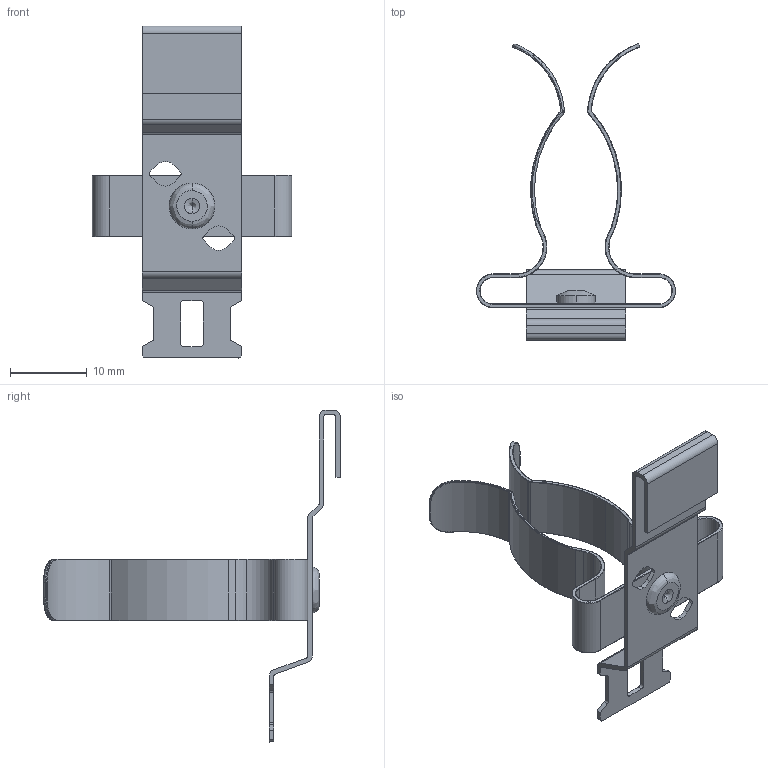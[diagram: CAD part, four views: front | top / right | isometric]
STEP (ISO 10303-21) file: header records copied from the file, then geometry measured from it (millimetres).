
FILE_DESCRIPTION (( 'STEP AP214' ), '1' );
FILE_NAME ('1025-136.STEP', '2024-03-21T08:57:46', ( '' ), ( '' ), 'SwSTEP 2.0', 'SolidWorks 2022', '' );
FILE_SCHEMA (( 'AUTOMOTIVE_DESIGN' ));
Length unit declared in the file: millimetre
Products named in the file (4): 1025-003 Kunden Modell; 3x1,5_1mm Blechst_X2_00e4_X0_rke; 1025-136; 1010-017.Kunde
Assembly tree (3 placements, depth 2):
  1025-136
    1025-003 Kunden Modell
    3x1,5_1mm Blechst_X2_00e4_X0_rke
    1010-017.Kunde
Bounding box: 26.02 x 38.77 x 43.35 mm (x, y, z)
Volume: 911.5 mm3; surface area: 3486.8 mm2
Topology: 3 solids, 3 shells, 430 faces, 1141 edges, 725 vertices
Faces by surface type: plane 250, cylinder 104, bspline 76
Entity records: 18141 total; most frequent: CARTESIAN_POINT 4528, ORIENTED_EDGE 2272, DIRECTION 2023, EDGE_CURVE 1136, LINE 805, VECTOR 805, VERTEX_POINT 725, AXIS2_PLACEMENT_3D 609
